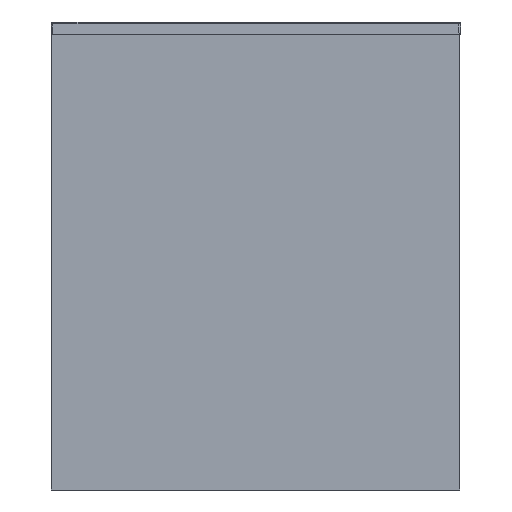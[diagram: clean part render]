
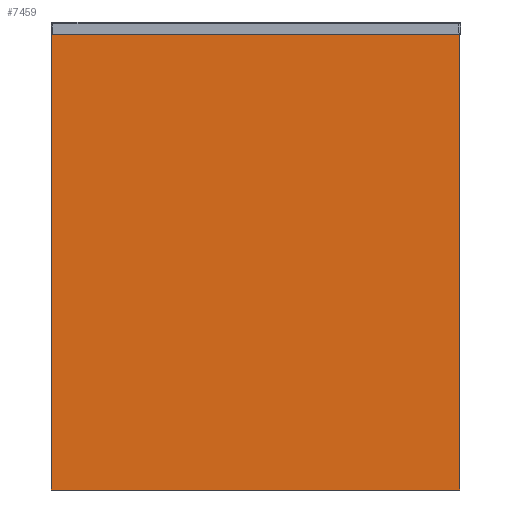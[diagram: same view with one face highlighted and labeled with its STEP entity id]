
A CAD part, left-side view. The second image highlights one B-rep face of the part: STEP entity #7459.
In plain terms, the highlighted planar face has unit normal (-1, 0, 0).
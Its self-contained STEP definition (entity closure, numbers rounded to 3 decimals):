
#515=PLANE('',#8087);
#1022=FACE_OUTER_BOUND('',#1490,.T.);
#1490=EDGE_LOOP('',(#6775,#6776,#6777,#6778));
#2283=LINE('',#59926,#3145);
#2286=LINE('',#59932,#3148);
#2289=LINE('',#59938,#3151);
#2292=LINE('',#59942,#3154);
#3145=VECTOR('',#9810,1.);
#3148=VECTOR('',#9815,1.);
#3151=VECTOR('',#9820,1.);
#3154=VECTOR('',#9825,1.);
#3935=VERTEX_POINT('',#59923);
#3936=VERTEX_POINT('',#59925);
#3938=VERTEX_POINT('',#59931);
#3940=VERTEX_POINT('',#59937);
#4891=EDGE_CURVE('',#3936,#3935,#2283,.T.);
#4894=EDGE_CURVE('',#3938,#3936,#2286,.T.);
#4897=EDGE_CURVE('',#3940,#3938,#2289,.T.);
#4900=EDGE_CURVE('',#3935,#3940,#2292,.T.);
#6775=ORIENTED_EDGE('',*,*,#4900,.T.);
#6776=ORIENTED_EDGE('',*,*,#4897,.T.);
#6777=ORIENTED_EDGE('',*,*,#4894,.T.);
#6778=ORIENTED_EDGE('',*,*,#4891,.T.);
#7459=ADVANCED_FACE('',(#1022),#515,.T.);
#8087=AXIS2_PLACEMENT_3D('',#59944,#9828,#9829);
#9810=DIRECTION('',(0.,0.,1.));
#9815=DIRECTION('',(0.,-1.,0.));
#9820=DIRECTION('',(0.,0.,-1.));
#9825=DIRECTION('',(0.,1.,0.));
#9828=DIRECTION('center_axis',(-1.,0.,0.));
#9829=DIRECTION('ref_axis',(0.,0.,1.));
#59923=CARTESIAN_POINT('',(-203.621,-576.126,490.));
#59925=CARTESIAN_POINT('',(-203.621,-576.126,-10.));
#59926=CARTESIAN_POINT('',(-203.621,-576.126,-10.));
#59931=CARTESIAN_POINT('',(-203.621,-127.126,-10.));
#59932=CARTESIAN_POINT('',(-203.621,-127.126,-10.));
#59937=CARTESIAN_POINT('',(-203.621,-127.126,490.));
#59938=CARTESIAN_POINT('',(-203.621,-127.126,490.));
#59942=CARTESIAN_POINT('',(-203.621,-576.126,490.));
#59944=CARTESIAN_POINT('Origin',(-203.621,-351.626,240.));
